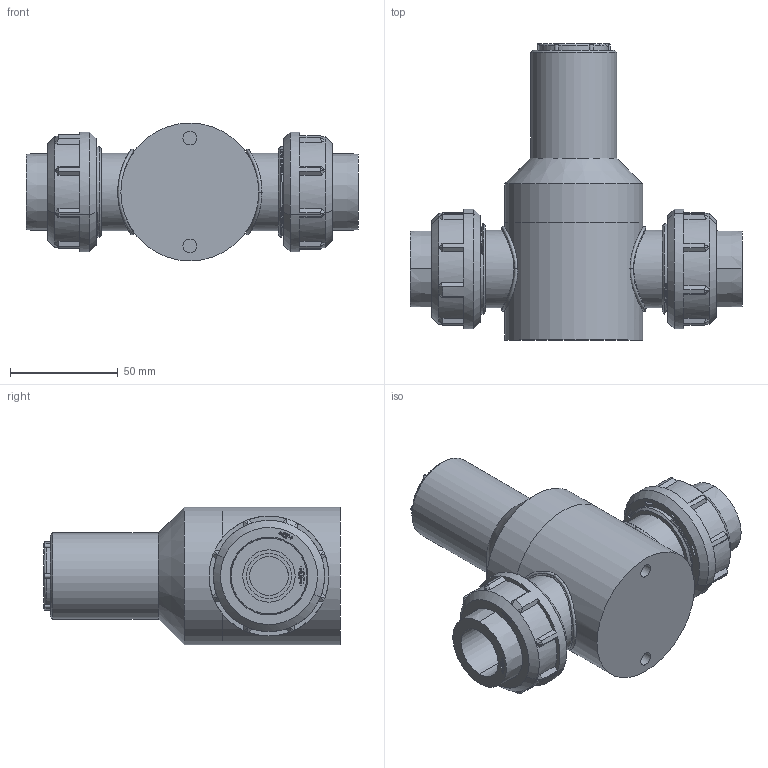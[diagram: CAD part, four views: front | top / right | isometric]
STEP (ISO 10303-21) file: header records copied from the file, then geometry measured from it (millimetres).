
FILE_DESCRIPTION (( 'STEP AP214' ), '1' );
FILE_NAME ('25-1102-1X.STEP', '2019-10-28T11:05:36', ( '' ), ( '' ), 'SwSTEP 2.0', 'SolidWorks 2020', '' );
FILE_SCHEMA (( 'AUTOMOTIVE_DESIGN' ));
Length unit declared in the file: millimetre
Products named in the file (7): 25mm fusion stub - PP with bead; 25mm Fusion Weld body - PS-90-148; 25mm; 25mm end; 25mm Dust Cap; PVC Bonnet all size_25mm PVC-304; 25-1102-1X
Assembly tree (9 placements, depth 2):
  25-1102-1X
    25mm Fusion Weld body - PS-90-148
    25mm fusion stub - PP with bead  x2
    PVC Bonnet all size_25mm PVC-304
    25mm end  x2
    25mm  x2
    25mm Dust Cap
Bounding box: 154 x 137.4 x 64 mm (x, y, z)
Volume: 438697.2 mm3; surface area: 88270.9 mm2
Topology: 9 solids, 9 shells, 546 faces, 1414 edges, 935 vertices
Faces by surface type: plane 392, cylinder 105, bspline 23, cone 19, torus 7
Full cylindrical faces by diameter (mm): 6.35 x2, 18 x2, 19 x2, 36 x2, 40 x1, 40.8 x1, 64 x2
Entity records: 13892 total; most frequent: CARTESIAN_POINT 6598, ORIENTED_EDGE 1476, DIRECTION 1374, EDGE_CURVE 738, VERTEX_POINT 499, VECTOR 468, LINE 468, AXIS2_PLACEMENT_3D 453
